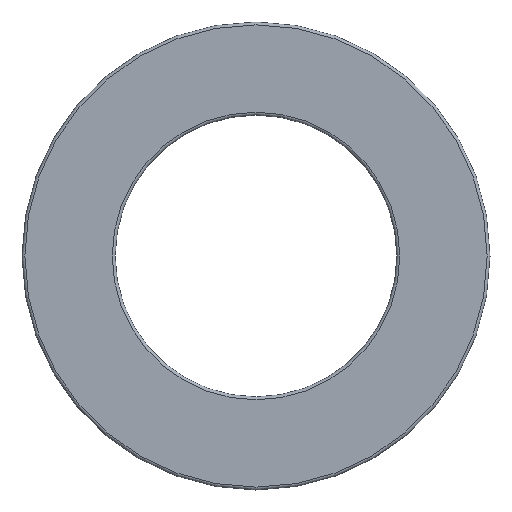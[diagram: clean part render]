
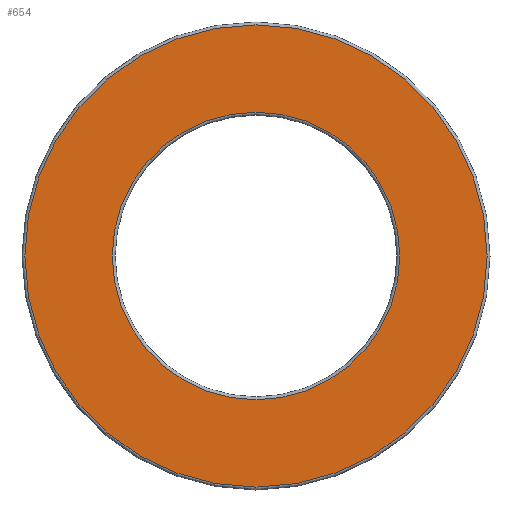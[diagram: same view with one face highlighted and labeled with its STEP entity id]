
A CAD part, left-side view. The second image highlights one B-rep face of the part: STEP entity #654.
In plain terms, the highlighted planar face has unit normal (-1, 0, 0).
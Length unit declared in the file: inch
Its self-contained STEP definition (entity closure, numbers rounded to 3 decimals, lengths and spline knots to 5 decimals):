
#30 = EDGE_LOOP ( 'NONE', ( #763 ) ) ;
#196 = DIRECTION ( 'NONE',  ( 1., 0., 0. ) ) ;
#224 = AXIS2_PLACEMENT_3D ( 'NONE', #482, #602, #1394 ) ;
#411 = CARTESIAN_POINT ( 'NONE',  ( -0.406, 0., 0. ) ) ;
#482 = CARTESIAN_POINT ( 'NONE',  ( -0.406, 0., 0. ) ) ;
#537 = EDGE_CURVE ( 'NONE', #1136, #1136, #726, .T. ) ;
#602 = DIRECTION ( 'NONE',  ( -1., 0., 0. ) ) ;
#621 = DIRECTION ( 'NONE',  ( -1., 0., 0. ) ) ;
#649 = PLANE ( 'NONE',  #1271 ) ;
#654 = ADVANCED_FACE ( 'NONE', ( #1285, #960 ), #649, .F. ) ;
#679 = EDGE_LOOP ( 'NONE', ( #1324 ) ) ;
#700 = CARTESIAN_POINT ( 'NONE',  ( -0.406, 0., 0.98875 ) ) ;
#726 = CIRCLE ( 'NONE', #1373, 0.98875 ) ;
#763 = ORIENTED_EDGE ( 'NONE', *, *, #537, .F. ) ;
#859 = VERTEX_POINT ( 'NONE', #1027 ) ;
#886 = CARTESIAN_POINT ( 'NONE',  ( -0.406, 0., 0. ) ) ;
#960 = FACE_OUTER_BOUND ( 'NONE', #679, .T. ) ;
#1027 = CARTESIAN_POINT ( 'NONE',  ( -0.406, 0., 1.58938 ) ) ;
#1077 = EDGE_CURVE ( 'NONE', #859, #859, #1284, .T. ) ;
#1085 = DIRECTION ( 'NONE',  ( 0., 0., 1. ) ) ;
#1136 = VERTEX_POINT ( 'NONE', #700 ) ;
#1271 = AXIS2_PLACEMENT_3D ( 'NONE', #886, #196, #1441 ) ;
#1284 = CIRCLE ( 'NONE', #224, 1.58938 ) ;
#1285 = FACE_BOUND ( 'NONE', #30, .T. ) ;
#1324 = ORIENTED_EDGE ( 'NONE', *, *, #1077, .T. ) ;
#1373 = AXIS2_PLACEMENT_3D ( 'NONE', #411, #621, #1085 ) ;
#1394 = DIRECTION ( 'NONE',  ( 0., 0., 1. ) ) ;
#1441 = DIRECTION ( 'NONE',  ( 0., 0., -1. ) ) ;
